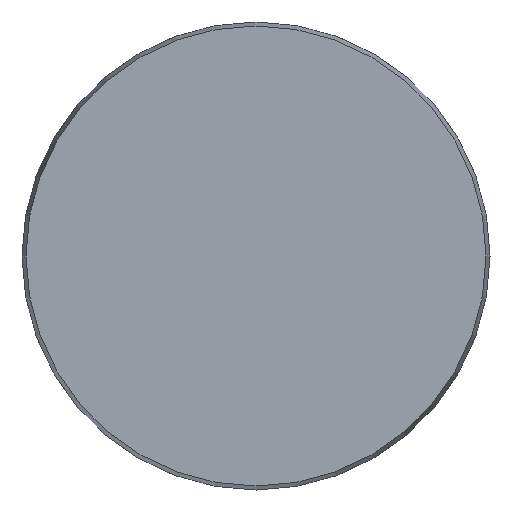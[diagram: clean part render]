
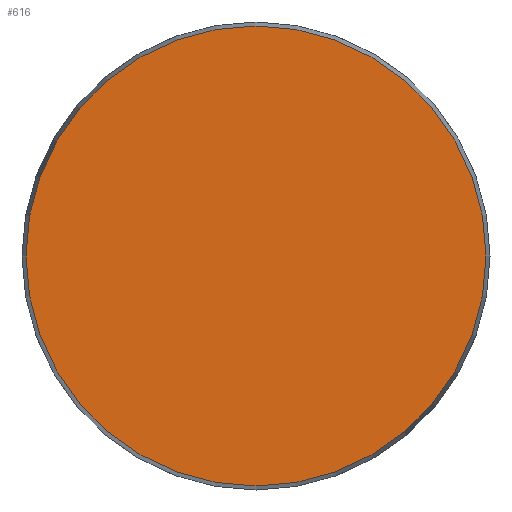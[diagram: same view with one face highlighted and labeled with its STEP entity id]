
A CAD part, front view. The second image highlights one B-rep face of the part: STEP entity #616.
In plain terms, the highlighted planar face has unit normal (0, -1, 0).
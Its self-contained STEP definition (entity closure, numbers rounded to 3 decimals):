
#43 = CARTESIAN_POINT ( 'NONE',  ( -49.143, 0., 0. ) ) ;
#74 = EDGE_LOOP ( 'NONE', ( #493, #797 ) ) ;
#115 = AXIS2_PLACEMENT_3D ( 'NONE', #512, #275, #281 ) ;
#164 = AXIS2_PLACEMENT_3D ( 'NONE', #839, #846, #450 ) ;
#180 = FACE_OUTER_BOUND ( 'NONE', #74, .T. ) ;
#186 = DIRECTION ( 'NONE',  ( 0., 1., 0. ) ) ;
#241 = EDGE_CURVE ( 'NONE', #338, #808, #736, .T. ) ;
#275 = DIRECTION ( 'NONE',  ( 0., -1., 0. ) ) ;
#281 = DIRECTION ( 'NONE',  ( 0., 0., -1. ) ) ;
#338 = VERTEX_POINT ( 'NONE', #384 ) ;
#384 = CARTESIAN_POINT ( 'NONE',  ( 0., 0., -49.143 ) ) ;
#450 = DIRECTION ( 'NONE',  ( 0., 0., -1. ) ) ;
#460 = CARTESIAN_POINT ( 'NONE',  ( 0., 0., 49.143 ) ) ;
#493 = ORIENTED_EDGE ( 'NONE', *, *, #842, .T. ) ;
#512 = CARTESIAN_POINT ( 'NONE',  ( 0., 0., 0. ) ) ;
#610 = CIRCLE ( 'NONE', #164, 49.143 ) ;
#616 = ADVANCED_FACE ( 'NONE', ( #180 ), #733, .F. ) ;
#733 = PLANE ( 'NONE',  #922 ) ;
#736 = CIRCLE ( 'NONE', #115, 49.143 ) ;
#740 = DIRECTION ( 'NONE',  ( 0., 0., 1. ) ) ;
#797 = ORIENTED_EDGE ( 'NONE', *, *, #241, .T. ) ;
#808 = VERTEX_POINT ( 'NONE', #460 ) ;
#839 = CARTESIAN_POINT ( 'NONE',  ( 0., 0., 0. ) ) ;
#842 = EDGE_CURVE ( 'NONE', #808, #338, #610, .T. ) ;
#846 = DIRECTION ( 'NONE',  ( 0., -1., 0. ) ) ;
#922 = AXIS2_PLACEMENT_3D ( 'NONE', #43, #186, #740 ) ;
